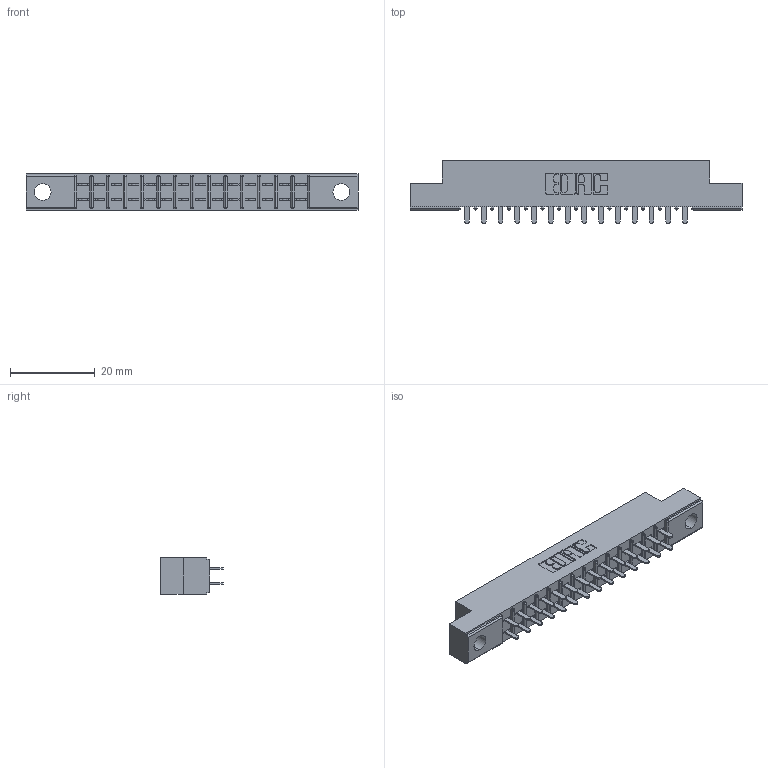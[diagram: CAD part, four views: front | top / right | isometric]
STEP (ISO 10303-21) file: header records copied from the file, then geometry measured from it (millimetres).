
FILE_DESCRIPTION (( 'STEP AP203' ), '1' );
FILE_NAME ('315-028-521-204.STEP', '2019-09-10T15:09:12', ( '' ), ( '' ), 'SwSTEP 2.0', 'SolidWorks 2016', '' );
FILE_SCHEMA (( 'CONFIG_CONTROL_DESIGN' ));
Length unit declared in the file: inch
Products named in the file (3): 305-290-001_521; 305 Part_.156 Dia; 315-028-521-204
Assembly tree (29 placements, depth 2):
  315-028-521-204
    305 Part_.156 Dia
    305-290-001_521  x28
Bounding box: 78.49 x 14.86 x 8.71 mm (x, y, z)
Volume: 4806.7 mm3; surface area: 8378.5 mm2
Topology: 29 solids, 29 shells, 1418 faces, 4034 edges, 2612 vertices
Faces by surface type: plane 838, cylinder 524, sphere 56
Entity records: 18865 total; most frequent: CARTESIAN_POINT 3126, ORIENTED_EDGE 3096, DIRECTION 3038, EDGE_CURVE 1548, VECTOR 1230, LINE 1230, VERTEX_POINT 992, AXIS2_PLACEMENT_3D 904
